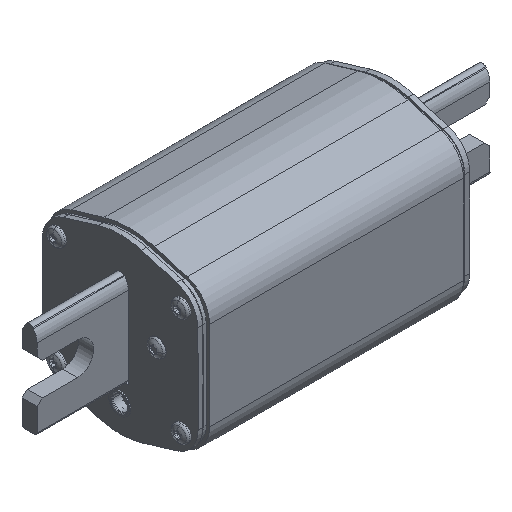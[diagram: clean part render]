
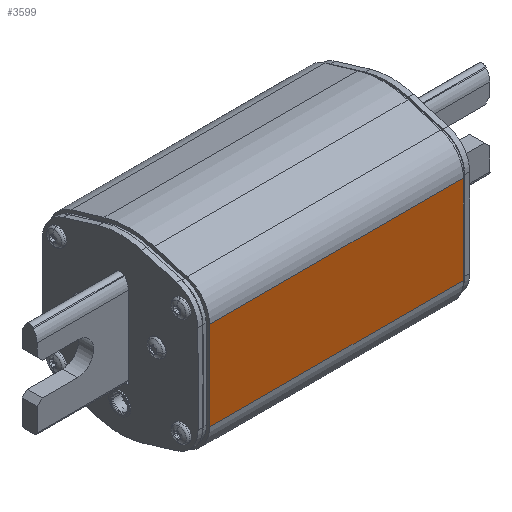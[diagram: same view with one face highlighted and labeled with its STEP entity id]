
A CAD part, isometric view. The second image highlights one B-rep face of the part: STEP entity #3599.
In plain terms, the highlighted planar face has unit normal (0, -1, 0).
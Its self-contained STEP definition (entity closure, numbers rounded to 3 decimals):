
#470=DIRECTION('',(1.,0.,0.));
#471=VECTOR('',#470,101.);
#472=CARTESIAN_POINT('',(-50.5,-32.,-17.676));
#473=LINE('',#472,#471);
#484=DIRECTION('',(0.,0.,1.));
#485=VECTOR('',#484,35.351);
#486=CARTESIAN_POINT('',(-50.5,-32.,-17.676));
#487=LINE('',#486,#485);
#498=DIRECTION('',(-1.,0.,0.));
#499=VECTOR('',#498,101.);
#500=CARTESIAN_POINT('',(50.5,-32.,17.676));
#501=LINE('',#500,#499);
#1067=DIRECTION('',(0.,0.,1.));
#1068=VECTOR('',#1067,35.351);
#1069=CARTESIAN_POINT('',(50.5,-32.,-17.676));
#1070=LINE('',#1069,#1068);
#3181=CARTESIAN_POINT('',(-50.5,-32.,-17.676));
#3183=VERTEX_POINT('',#3181);
#3203=CARTESIAN_POINT('',(-50.5,-32.,17.676));
#3204=VERTEX_POINT('',#3203);
#3221=CARTESIAN_POINT('',(50.5,-32.,-17.676));
#3222=VERTEX_POINT('',#3221);
#3225=CARTESIAN_POINT('',(50.5,-32.,17.676));
#3226=VERTEX_POINT('',#3225);
#3586=CARTESIAN_POINT('',(-50.5,-32.,17.676));
#3587=DIRECTION('',(0.,-1.,0.));
#3588=DIRECTION('',(0.,0.,-1.));
#3589=AXIS2_PLACEMENT_3D('',#3586,#3587,#3588);
#3590=PLANE('',#3589);
#3591=ORIENTED_EDGE('',*,*,#3542,.T.);
#3593=ORIENTED_EDGE('',*,*,#3592,.F.);
#3595=ORIENTED_EDGE('',*,*,#3594,.F.);
#3596=ORIENTED_EDGE('',*,*,#3577,.F.);
#3597=EDGE_LOOP('',(#3591,#3593,#3595,#3596));
#3598=FACE_OUTER_BOUND('',#3597,.F.);
#3542=EDGE_CURVE('',#3183,#3204,#487,.T.);
#3577=EDGE_CURVE('',#3183,#3222,#473,.T.);
#3592=EDGE_CURVE('',#3226,#3204,#501,.T.);
#3594=EDGE_CURVE('',#3222,#3226,#1070,.T.);
#3599=ADVANCED_FACE('',(#3598),#3590,.T.);
